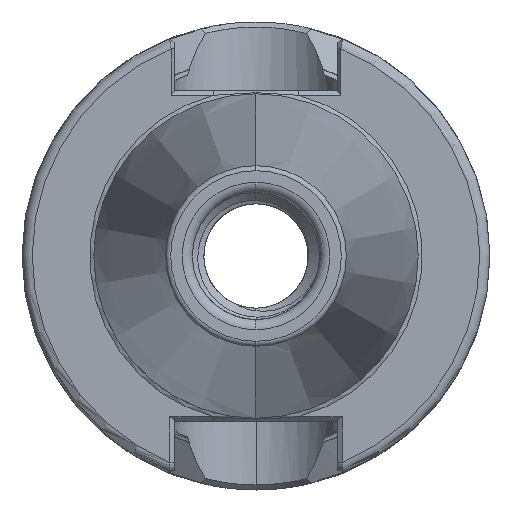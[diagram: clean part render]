
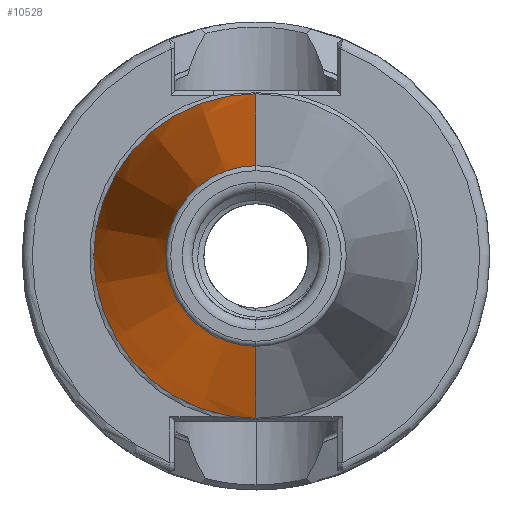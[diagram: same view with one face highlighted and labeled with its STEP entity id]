
A CAD part, left-side view. The second image highlights one B-rep face of the part: STEP entity #10528.
In plain terms, the highlighted conical face has half-angle 8.297 degrees and reference radius 15.948 mm.
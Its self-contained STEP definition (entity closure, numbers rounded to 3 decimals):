
#25 = ORIENTED_EDGE ( 'NONE', *, *, #1093, .T. ) ;
#78 = ORIENTED_EDGE ( 'NONE', *, *, #1091, .F. ) ;
#79 = ORIENTED_EDGE ( 'NONE', *, *, #1116, .F. ) ;
#91 = ORIENTED_EDGE ( 'NONE', *, *, #2642, .T. ) ;
#471 = CIRCLE ( 'NONE', #2096, 8.879 ) ;
#494 = CIRCLE ( 'NONE', #2104, 15.948 ) ;
#536 = LINE ( 'NONE', #9917, #537 ) ;
#537 = VECTOR ( 'NONE', #9954, 1000. ) ;
#683 = VECTOR ( 'NONE', #19363, 1000. ) ;
#686 = LINE ( 'NONE', #19350, #683 ) ;
#1091 = EDGE_CURVE ( 'NONE', #4284, #5389, #494, .T. ) ;
#1093 = EDGE_CURVE ( 'NONE', #4337, #5359, #471, .T. ) ;
#1116 = EDGE_CURVE ( 'NONE', #4337, #4284, #536, .T. ) ;
#1703 = CONICAL_SURFACE ( 'NONE', #2390, 15.948, 0.145 ) ;
#1731 = FACE_OUTER_BOUND ( 'NONE', #16714, .T. ) ;
#2096 = AXIS2_PLACEMENT_3D ( 'NONE', #9832, #9801, #9821 ) ;
#2104 = AXIS2_PLACEMENT_3D ( 'NONE', #9761, #9790, #9771 ) ;
#2390 = AXIS2_PLACEMENT_3D ( 'NONE', #7694, #7690, #7675 ) ;
#2642 = EDGE_CURVE ( 'NONE', #5359, #5389, #686, .T. ) ;
#4284 = VERTEX_POINT ( 'NONE', #7019 ) ;
#4337 = VERTEX_POINT ( 'NONE', #6970 ) ;
#5359 = VERTEX_POINT ( 'NONE', #7363 ) ;
#5389 = VERTEX_POINT ( 'NONE', #7457 ) ;
#6970 = CARTESIAN_POINT ( 'NONE',  ( -49.972, 0., -8.879 ) ) ;
#7019 = CARTESIAN_POINT ( 'NONE',  ( -1.5, 0., -15.948 ) ) ;
#7363 = CARTESIAN_POINT ( 'NONE',  ( -49.972, 0., 8.879 ) ) ;
#7457 = CARTESIAN_POINT ( 'NONE',  ( -1.5, 0., 15.948 ) ) ;
#7675 = DIRECTION ( 'NONE',  ( 0., 0., -1. ) ) ;
#7690 = DIRECTION ( 'NONE',  ( 1., 0., 0. ) ) ;
#7694 = CARTESIAN_POINT ( 'NONE',  ( -1.5, 0., 0. ) ) ;
#9761 = CARTESIAN_POINT ( 'NONE',  ( -1.5, 0., 0. ) ) ;
#9771 = DIRECTION ( 'NONE',  ( 0., 0., -1. ) ) ;
#9790 = DIRECTION ( 'NONE',  ( 1., 0., 0. ) ) ;
#9801 = DIRECTION ( 'NONE',  ( 1., 0., 0. ) ) ;
#9821 = DIRECTION ( 'NONE',  ( 0., 0., -1. ) ) ;
#9832 = CARTESIAN_POINT ( 'NONE',  ( -49.972, 0., 0. ) ) ;
#9917 = CARTESIAN_POINT ( 'NONE',  ( -1.5, 0., -15.948 ) ) ;
#9954 = DIRECTION ( 'NONE',  ( 0.99, 0., -0.144 ) ) ;
#10528 = ADVANCED_FACE ( 'NONE', ( #1731 ), #1703, .T. ) ;
#16714 = EDGE_LOOP ( 'NONE', ( #25, #91, #78, #79 ) ) ;
#19350 = CARTESIAN_POINT ( 'NONE',  ( -1.5, 0., 15.948 ) ) ;
#19363 = DIRECTION ( 'NONE',  ( 0.99, 0., 0.144 ) ) ;
